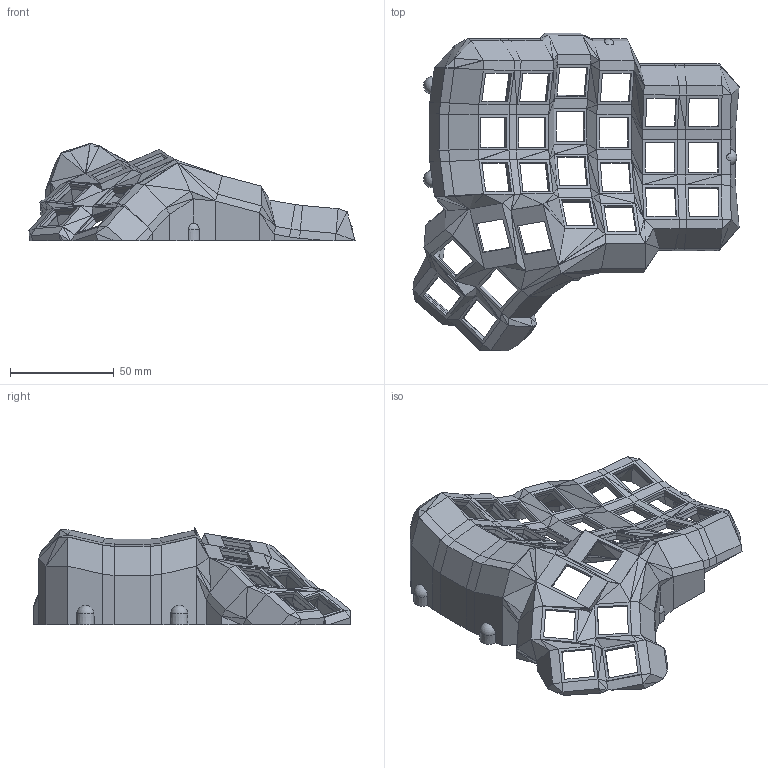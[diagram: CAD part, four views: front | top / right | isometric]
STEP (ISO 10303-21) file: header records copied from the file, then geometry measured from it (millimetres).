
FILE_DESCRIPTION(('Open CASCADE Model'),'2;1');
FILE_NAME('Open CASCADE Shape Model','2021-06-29T22:31:41',('Author'),( 'Open CASCADE'),'Open CASCADE STEP processor 7.4','Open CASCADE 7.4' ,'Unknown');
FILE_SCHEMA(('AUTOMOTIVE_DESIGN { 1 0 10303 214 1 1 1 1 }'));
Products named in the file (1): Open CASCADE STEP translator 7.4 28
Bounding box: 157.11 x 153.16 x 47.09 mm (x, y, z)
Volume: 90291.2 mm3; surface area: 52919 mm2
Topology: 1 solids, 1 shells, 966 faces, 2119 edges, 1153 vertices
Faces by surface type: plane 940, cone 13, sphere 13
Entity records: 52723 total; most frequent: CARTESIAN_POINT 9938, DIRECTION 7711, LINE 5629, VECTOR 5629, ORIENTED_EDGE 4226, PCURVE 4226, DEFINITIONAL_REPRESENTATION 4226, EDGE_CURVE 2113
